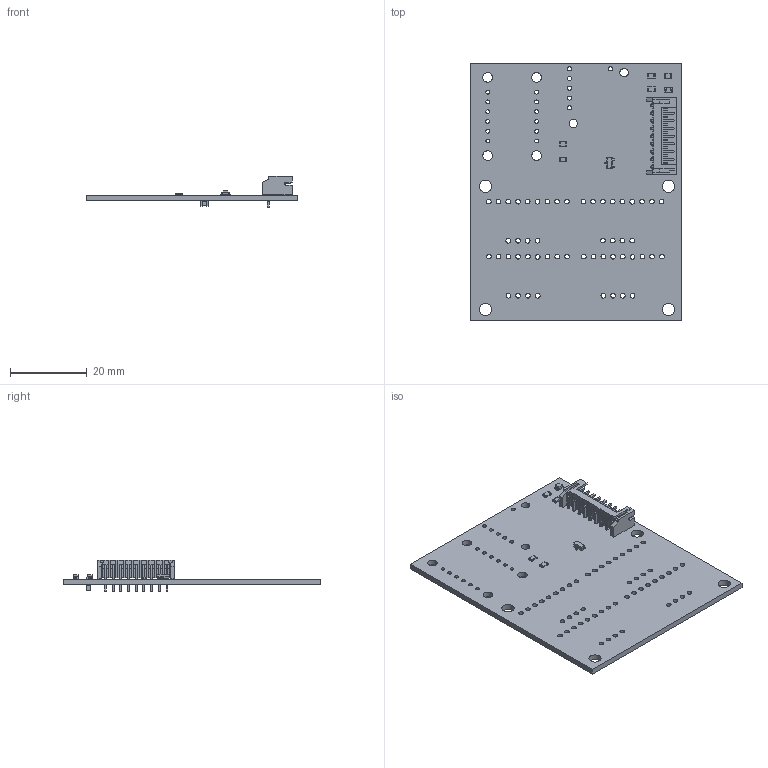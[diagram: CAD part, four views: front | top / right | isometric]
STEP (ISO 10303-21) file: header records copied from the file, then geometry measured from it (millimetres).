
FILE_DESCRIPTION(('KiCad electronic assembly'),'2;1');
FILE_NAME('WALLOPS.step','2026-02-10T23:41:23',('Pcbnew'),('Kicad'), 'Open CASCADE STEP processor 7.9','KiCad to STEP converter','Unknown' );
FILE_SCHEMA(('AUTOMOTIVE_DESIGN { 1 0 10303 214 1 1 1 1 }'));
Length unit declared in the file: millimetre
Products named in the file (7): WALLOPS 1; LED_0805_2012Metric; R_0805_2012Metric; SOT-23; JST_PH_S9B-PH-K_1x09_P2.00mm_Horizontal; C_0805_2012Metric; WALLOPS_PCB
Assembly tree (10 placements, depth 2):
  WALLOPS 1
    LED_0805_2012Metric  x2
    R_0805_2012Metric  x4
    SOT-23
    JST_PH_S9B-PH-K_1x09_P2.00mm_Horizontal
    C_0805_2012Metric
    WALLOPS_PCB
Bounding box: 55 x 67 x 8.25 mm (x, y, z)
Volume: 5628.2 mm3; surface area: 8875.2 mm2
Topology: 10 solids, 10 shells, 730 faces, 1948 edges, 1257 vertices
Faces by surface type: plane 533, cylinder 181, bspline 16
Full cylindrical faces by diameter (mm): 0.75 x9, 1 x12, 1.05 x6, 1.22 x52, 2.18 x2, 2.5 x4, 3.2 x4
Entity records: 22725 total; most frequent: CARTESIAN_POINT 3335, ORIENTED_EDGE 3222, DIRECTION 3080, EDGE_CURVE 1611, LINE 1288, VECTOR 1288, VERTEX_POINT 1039, AXIS2_PLACEMENT_3D 896
